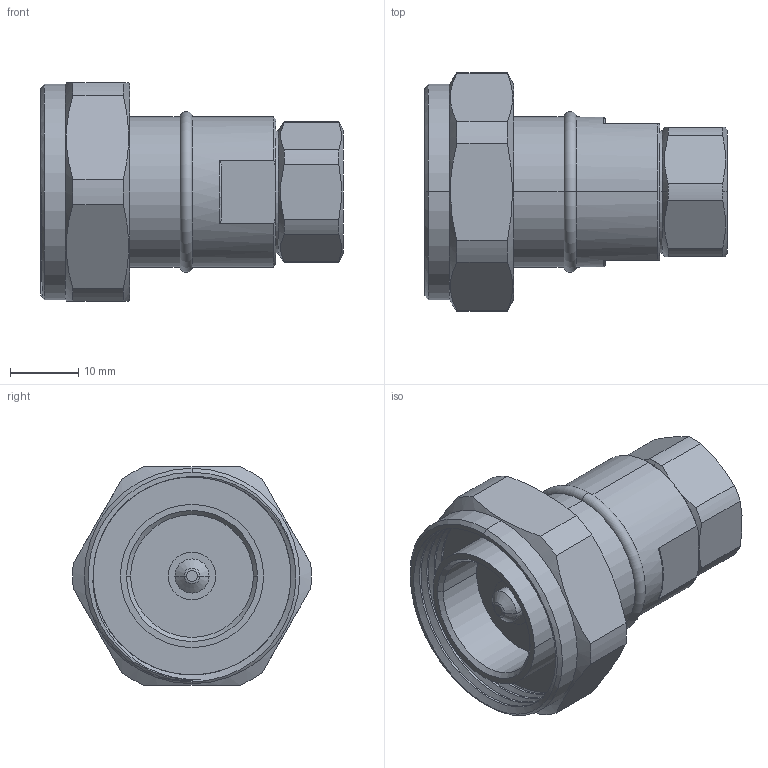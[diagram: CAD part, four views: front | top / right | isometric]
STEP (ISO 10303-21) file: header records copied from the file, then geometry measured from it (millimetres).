
FILE_DESCRIPTION((''),'2;1');
FILE_NAME('PRT0001','2021-09-02T',('1111'),(''),'PRO/ENGINEER BY PARAMETRIC TECHNOLOGY CORPORATION, 2012090','PRO/ENGINEER BY PARAMETRIC TECHNOLOGY CORPORATION, 2012090','');
FILE_SCHEMA(('CONFIG_CONTROL_DESIGN'));
Length unit declared in the file: millimetre
Products named in the file (1): PRT0001
Bounding box: 44.3 x 34.98 x 32 mm (x, y, z)
Volume: 18139.5 mm3; surface area: 7186.5 mm2
Topology: 1 solids, 1 shells, 89 faces, 223 edges, 142 vertices
Faces by surface type: cylinder 36, plane 26, cone 16, torus 6, bspline 5
Entity records: 4177 total; most frequent: CARTESIAN_POINT 2071, ORIENTED_EDGE 446, DIRECTION 414, EDGE_CURVE 223, AXIS2_PLACEMENT_3D 170, VERTEX_POINT 142, EDGE_LOOP 95, FACE_OUTER_BOUND 89
